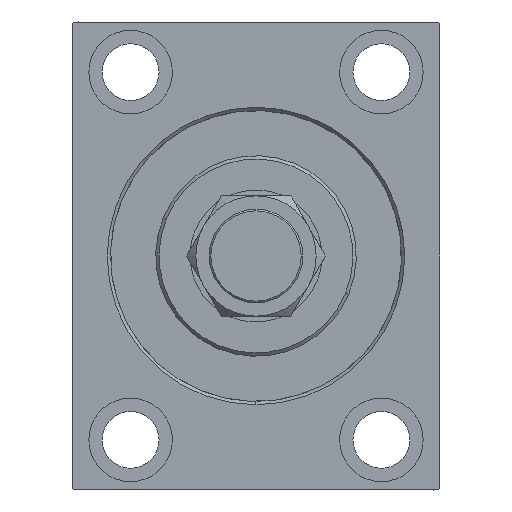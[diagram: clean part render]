
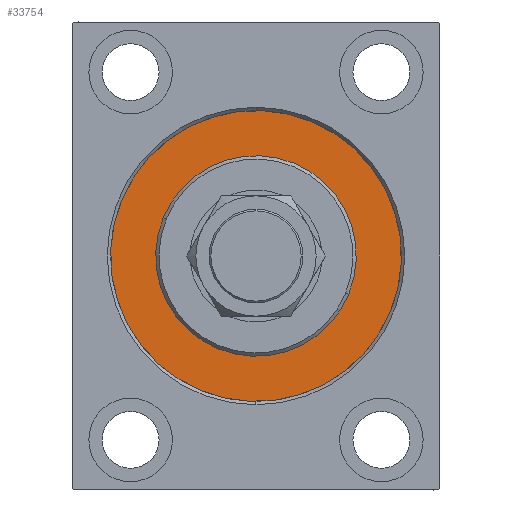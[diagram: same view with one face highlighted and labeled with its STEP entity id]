
A CAD part, left-side view. The second image highlights one B-rep face of the part: STEP entity #33754.
In plain terms, the highlighted face is planar.
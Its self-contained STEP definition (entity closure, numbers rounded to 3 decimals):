
#68 = EDGE_LOOP ( 'NONE', ( #21293, #35894 ) ) ;
#2351 = DIRECTION ( 'NONE',  ( 1., 0., 0. ) ) ;
#2638 = DIRECTION ( 'NONE',  ( -1., 0., 0. ) ) ;
#3549 = CIRCLE ( 'NONE', #9445, 43.5 ) ;
#3695 = EDGE_LOOP ( 'NONE', ( #12448, #44515 ) ) ;
#4075 = VERTEX_POINT ( 'NONE', #12567 ) ;
#6701 = AXIS2_PLACEMENT_3D ( 'NONE', #36826, #2351, #41212 ) ;
#7044 = CIRCLE ( 'NONE', #10734, 30. ) ;
#8275 = EDGE_CURVE ( 'NONE', #4075, #25145, #7044, .T. ) ;
#9445 = AXIS2_PLACEMENT_3D ( 'NONE', #41377, #34465, #27517 ) ;
#9737 = CARTESIAN_POINT ( 'NONE',  ( 0., 0., 0. ) ) ;
#10734 = AXIS2_PLACEMENT_3D ( 'NONE', #25734, #15976, #29636 ) ;
#12448 = ORIENTED_EDGE ( 'NONE', *, *, #39041, .F. ) ;
#12559 = CIRCLE ( 'NONE', #6701, 30. ) ;
#12567 = CARTESIAN_POINT ( 'NONE',  ( 0., 0., -30. ) ) ;
#13215 = FACE_BOUND ( 'NONE', #68, .T. ) ;
#15976 = DIRECTION ( 'NONE',  ( 1., 0., 0. ) ) ;
#16000 = DIRECTION ( 'NONE',  ( 0., 0., 1. ) ) ;
#16748 = DIRECTION ( 'NONE',  ( 0., 0., 1. ) ) ;
#16975 = EDGE_CURVE ( 'NONE', #25145, #4075, #12559, .T. ) ;
#21293 = ORIENTED_EDGE ( 'NONE', *, *, #16975, .F. ) ;
#23861 = DIRECTION ( 'NONE',  ( -1., 0., 0. ) ) ;
#25145 = VERTEX_POINT ( 'NONE', #38569 ) ;
#25734 = CARTESIAN_POINT ( 'NONE',  ( 0., 0., 0. ) ) ;
#26705 = CARTESIAN_POINT ( 'NONE',  ( 0., 0., 0. ) ) ;
#27517 = DIRECTION ( 'NONE',  ( 0., 0., 1. ) ) ;
#29636 = DIRECTION ( 'NONE',  ( 0., 0., -1. ) ) ;
#29716 = CARTESIAN_POINT ( 'NONE',  ( 0., 0., -43.5 ) ) ;
#33754 = ADVANCED_FACE ( 'NONE', ( #13215, #34518 ), #41427, .F. ) ;
#34465 = DIRECTION ( 'NONE',  ( -1., 0., 0. ) ) ;
#34518 = FACE_OUTER_BOUND ( 'NONE', #3695, .T. ) ;
#35891 = AXIS2_PLACEMENT_3D ( 'NONE', #26705, #2638, #16748 ) ;
#35894 = ORIENTED_EDGE ( 'NONE', *, *, #8275, .F. ) ;
#36648 = CARTESIAN_POINT ( 'NONE',  ( 0., 0., 43.5 ) ) ;
#36826 = CARTESIAN_POINT ( 'NONE',  ( 0., 0., 0. ) ) ;
#38093 = CIRCLE ( 'NONE', #35891, 43.5 ) ;
#38569 = CARTESIAN_POINT ( 'NONE',  ( 0., 0., 30. ) ) ;
#38959 = VERTEX_POINT ( 'NONE', #29716 ) ;
#39041 = EDGE_CURVE ( 'NONE', #38959, #44058, #38093, .T. ) ;
#41212 = DIRECTION ( 'NONE',  ( 0., 0., -1. ) ) ;
#41377 = CARTESIAN_POINT ( 'NONE',  ( 0., 0., 0. ) ) ;
#41427 = PLANE ( 'NONE',  #41749 ) ;
#41749 = AXIS2_PLACEMENT_3D ( 'NONE', #9737, #23861, #16000 ) ;
#44058 = VERTEX_POINT ( 'NONE', #36648 ) ;
#44515 = ORIENTED_EDGE ( 'NONE', *, *, #45552, .F. ) ;
#45552 = EDGE_CURVE ( 'NONE', #44058, #38959, #3549, .T. ) ;
